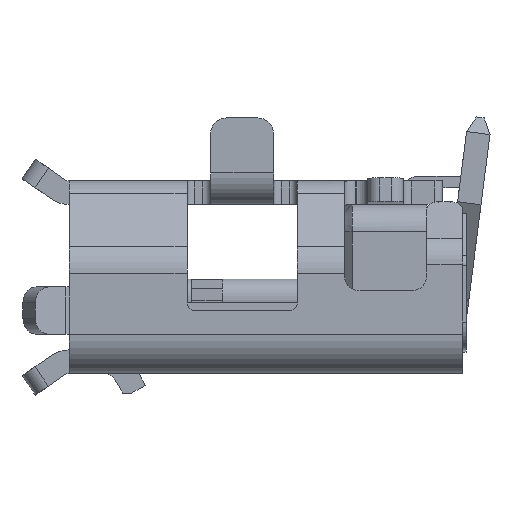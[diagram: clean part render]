
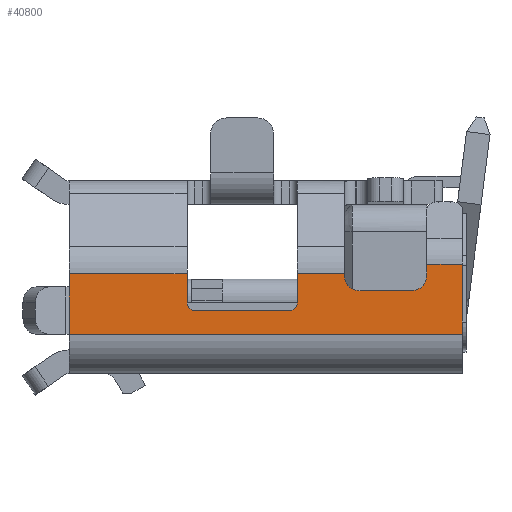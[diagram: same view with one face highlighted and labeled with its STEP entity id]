
A CAD part, front view. The second image highlights one B-rep face of the part: STEP entity #40800.
In plain terms, the highlighted face is planar.
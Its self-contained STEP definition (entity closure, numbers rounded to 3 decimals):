
#37470=CARTESIAN_POINT('',(-3.75,4.95,0.046));
#37480=VERTEX_POINT('',#37470);
#37510=CARTESIAN_POINT('',(-3.75,4.95,0.025));
#37520=DIRECTION('',(0.,0.,-1.));
#37530=VECTOR('',#37520,1.);
#37540=LINE('',#37510,#37530);
#37550=CARTESIAN_POINT('',(-3.75,4.95,-0.125));
#37560=VERTEX_POINT('',#37550);
#37570=EDGE_CURVE('',#37480,#37560,#37540,.T.);
#38870=CARTESIAN_POINT('',(-3.75,3.45,-0.325));
#38880=VERTEX_POINT('',#38870);
#38910=CARTESIAN_POINT('',(-3.75,3.45,0.025));
#38920=DIRECTION('',(0.,0.,1.));
#38930=VECTOR('',#38920,1.);
#38940=LINE('',#38910,#38930);
#38950=CARTESIAN_POINT('',(-3.75,3.45,0.046));
#38960=VERTEX_POINT('',#38950);
#38970=EDGE_CURVE('',#38880,#38960,#38940,.T.);
#39450=CARTESIAN_POINT('',(-3.75,4.95,0.046));
#39460=DIRECTION('',(0.,-1.,0.));
#39470=VECTOR('',#39460,1.);
#39480=LINE('',#39450,#39470);
#39490=EDGE_CURVE('',#37480,#38960,#39480,.T.);
#39560=CARTESIAN_POINT('',(-3.75,2.625,0.));
#39570=DIRECTION('',(1.,-0.,0.));
#39580=DIRECTION('',(0.,0.,-1.));
#39590=AXIS2_PLACEMENT_3D('',#39560,#39570,#39580);
#39600=PLANE('',#39590);
#39610=CARTESIAN_POINT('',(-3.75,4.95,-0.125));
#39620=DIRECTION('',(0.,0.,-1.));
#39630=VECTOR('',#39620,0.6);
#39640=LINE('',#39610,#39630);
#39650=CARTESIAN_POINT('',(-3.75,4.95,-0.725));
#39660=VERTEX_POINT('',#39650);
#39670=EDGE_CURVE('',#37560,#39660,#39640,.T.);
#39680=ORIENTED_EDGE('',*,*,#39670,.T.);
#39690=ORIENTED_EDGE('',*,*,#37570,.T.);
#39700=ORIENTED_EDGE('',*,*,#39490,.F.);
#39710=ORIENTED_EDGE('',*,*,#38970,.T.);
#39720=CARTESIAN_POINT('',(-3.75,3.35,-0.325));
#39730=DIRECTION('',(-1.,0.,0.));
#39740=DIRECTION('',(0.,1.,0.));
#39750=AXIS2_PLACEMENT_3D('',#39720,#39730,#39740);
#39760=CIRCLE('',#39750,0.1);
#39770=CARTESIAN_POINT('',(-3.75,3.35,-0.425));
#39780=VERTEX_POINT('',#39770);
#39790=EDGE_CURVE('',#38880,#39780,#39760,.T.);
#39800=ORIENTED_EDGE('',*,*,#39790,.F.);
#39810=CARTESIAN_POINT('',(-3.75,2.15,-0.425));
#39820=DIRECTION('',(0.,1.,0.));
#39830=VECTOR('',#39820,1.3);
#39840=LINE('',#39810,#39830);
#39850=CARTESIAN_POINT('',(-3.75,2.15,-0.425));
#39860=VERTEX_POINT('',#39850);
#39870=EDGE_CURVE('',#39860,#39780,#39840,.T.);
#39880=ORIENTED_EDGE('',*,*,#39870,.T.);
#39890=CARTESIAN_POINT('',(-3.75,2.15,-0.325));
#39900=DIRECTION('',(-1.,0.,0.));
#39910=DIRECTION('',(0.,0.,-1.));
#39920=AXIS2_PLACEMENT_3D('',#39890,#39900,#39910);
#39930=CIRCLE('',#39920,0.1);
#39940=CARTESIAN_POINT('',(-3.75,2.05,-0.325));
#39950=VERTEX_POINT('',#39940);
#39960=EDGE_CURVE('',#39860,#39950,#39930,.T.);
#39970=ORIENTED_EDGE('',*,*,#39960,.F.);
#39980=CARTESIAN_POINT('',(-3.75,2.05,0.025));
#39990=DIRECTION('',(0.,0.,1.));
#40000=VECTOR('',#39990,1.);
#40010=LINE('',#39980,#40000);
#40020=CARTESIAN_POINT('',(-3.75,2.05,0.046));
#40030=VERTEX_POINT('',#40020);
#40040=EDGE_CURVE('',#39950,#40030,#40010,.T.);
#40050=ORIENTED_EDGE('',*,*,#40040,.F.);
#40060=CARTESIAN_POINT('',(-3.75,4.95,0.046));
#40070=DIRECTION('',(0.,-1.,0.));
#40080=VECTOR('',#40070,1.);
#40090=LINE('',#40060,#40080);
#40100=CARTESIAN_POINT('',(-3.75,1.45,0.046));
#40110=VERTEX_POINT('',#40100);
#40120=EDGE_CURVE('',#40030,#40110,#40090,.T.);
#40130=ORIENTED_EDGE('',*,*,#40120,.F.);
#40140=CARTESIAN_POINT('',(-3.75,1.45,0.025));
#40150=DIRECTION('',(0.,0.,-1.));
#40160=VECTOR('',#40150,1.);
#40170=LINE('',#40140,#40160);
#40180=CARTESIAN_POINT('',(-3.75,1.45,0.025));
#40190=VERTEX_POINT('',#40180);
#40200=EDGE_CURVE('',#40110,#40190,#40170,.T.);
#40210=ORIENTED_EDGE('',*,*,#40200,.F.);
#40220=CARTESIAN_POINT('',(-3.75,1.25,0.025));
#40230=DIRECTION('',(-1.,0.,0.));
#40240=DIRECTION('',(0.,0.,-1.));
#40250=AXIS2_PLACEMENT_3D('',#40220,#40230,#40240);
#40260=CIRCLE('',#40250,0.2);
#40270=CARTESIAN_POINT('',(-3.75,1.25,-0.175));
#40280=VERTEX_POINT('',#40270);
#40290=EDGE_CURVE('',#40190,#40280,#40260,.T.);
#40300=ORIENTED_EDGE('',*,*,#40290,.F.);
#40310=CARTESIAN_POINT('',(-3.75,1.05,-0.175));
#40320=DIRECTION('',(0.,-1.,0.));
#40330=VECTOR('',#40320,1.);
#40340=LINE('',#40310,#40330);
#40350=CARTESIAN_POINT('',(-3.75,0.6,-0.175));
#40360=VERTEX_POINT('',#40350);
#40370=EDGE_CURVE('',#40280,#40360,#40340,.T.);
#40380=ORIENTED_EDGE('',*,*,#40370,.F.);
#40390=CARTESIAN_POINT('',(-3.75,0.6,0.025));
#40400=DIRECTION('',(-1.,0.,0.));
#40410=DIRECTION('',(0.,0.,-1.));
#40420=AXIS2_PLACEMENT_3D('',#40390,#40400,#40410);
#40430=CIRCLE('',#40420,0.2);
#40440=CARTESIAN_POINT('',(-3.75,0.4,0.025));
#40450=VERTEX_POINT('',#40440);
#40460=EDGE_CURVE('',#40360,#40450,#40430,.T.);
#40470=ORIENTED_EDGE('',*,*,#40460,.F.);
#40480=CARTESIAN_POINT('',(-3.75,0.4,-0.928));
#40490=DIRECTION('',(0.,0.,1.));
#40500=VECTOR('',#40490,1.);
#40510=LINE('',#40480,#40500);
#40520=CARTESIAN_POINT('',(-3.75,0.4,0.162));
#40530=VERTEX_POINT('',#40520);
#40540=EDGE_CURVE('',#40450,#40530,#40510,.T.);
#40550=ORIENTED_EDGE('',*,*,#40540,.F.);
#40560=CARTESIAN_POINT('',(-3.75,1.05,0.162));
#40570=DIRECTION('',(0.,-1.,0.));
#40580=VECTOR('',#40570,1.);
#40590=LINE('',#40560,#40580);
#40600=CARTESIAN_POINT('',(-3.75,-0.05,
0.162));
#40610=VERTEX_POINT('',#40600);
#40620=EDGE_CURVE('',#40530,#40610,#40590,.T.);
#40630=ORIENTED_EDGE('',*,*,#40620,.F.);
#40640=CARTESIAN_POINT('',(-3.75,-0.05,
0.025));
#40650=DIRECTION('',(0.,0.,-1.));
#40660=VECTOR('',#40650,1.);
#40670=LINE('',#40640,#40660);
#40680=CARTESIAN_POINT('',(-3.75,-0.05,
-0.725));
#40690=VERTEX_POINT('',#40680);
#40700=EDGE_CURVE('',#40610,#40690,#40670,.T.);
#40710=ORIENTED_EDGE('',*,*,#40700,.F.);
#40720=CARTESIAN_POINT('',(-3.75,1.05,-0.725));
#40730=DIRECTION('',(0.,-1.,0.));
#40740=VECTOR('',#40730,1.);
#40750=LINE('',#40720,#40740);
#40760=EDGE_CURVE('',#39660,#40690,#40750,.T.);
#40770=ORIENTED_EDGE('',*,*,#40760,.T.);
#40780=EDGE_LOOP('',(#40770,#40710,#40630,#40550,#40470,#40380,#40300,
#40210,#40130,#40050,#39970,#39880,#39800,#39710,#39700,#39690,#39680));
#40790=FACE_OUTER_BOUND('',#40780,.T.);
#40800=ADVANCED_FACE('',(#40790),#39600,.F.);
